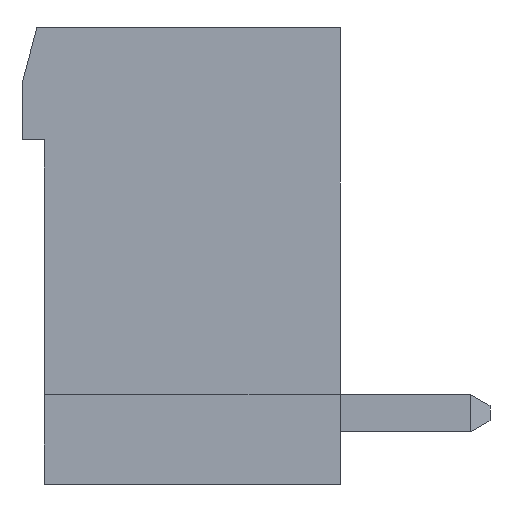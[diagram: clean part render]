
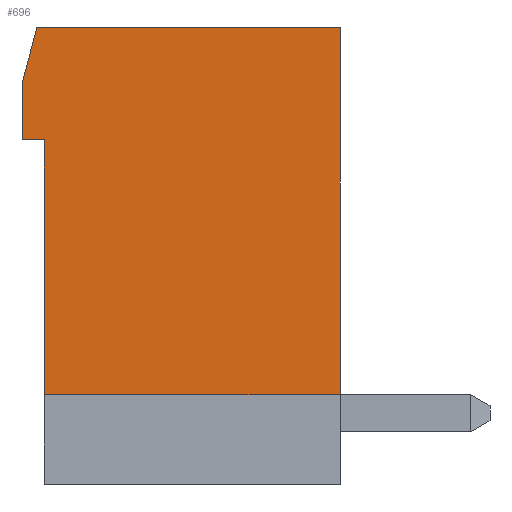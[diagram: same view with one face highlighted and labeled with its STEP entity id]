
A CAD part, front view. The second image highlights one B-rep face of the part: STEP entity #696.
In plain terms, the highlighted planar face has unit normal (0, -1, 0).
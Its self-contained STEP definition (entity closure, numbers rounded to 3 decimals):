
#696 = ADVANCED_FACE( '', ( #1863 ), #1864, .F. );
#1863 = FACE_OUTER_BOUND( '', #3535, .T. );
#1864 = PLANE( '', #3536 );
#3535 = EDGE_LOOP( '', ( #5597, #5598, #5599, #5600, #5601, #5602, #5603 ) );
#3536 = AXIS2_PLACEMENT_3D( '', #5604, #5605, #5606 );
#5597 = ORIENTED_EDGE( '', *, *, #9978, .T. );
#5598 = ORIENTED_EDGE( '', *, *, #10164, .T. );
#5599 = ORIENTED_EDGE( '', *, *, #10213, .T. );
#5600 = ORIENTED_EDGE( '', *, *, #10214, .T. );
#5601 = ORIENTED_EDGE( '', *, *, #10215, .T. );
#5602 = ORIENTED_EDGE( '', *, *, #10216, .T. );
#5603 = ORIENTED_EDGE( '', *, *, #10217, .T. );
#5604 = CARTESIAN_POINT( '', ( -8.6, -44.72, -3. ) );
#5605 = DIRECTION( '', ( 0., 1., 0. ) );
#5606 = DIRECTION( '', ( 1., 0., 0. ) );
#9978 = EDGE_CURVE( '', #11882, #11984, #11986, .T. );
#10164 = EDGE_CURVE( '', #11984, #12303, #12304, .T. );
#10213 = EDGE_CURVE( '', #12303, #12382, #12383, .T. );
#10214 = EDGE_CURVE( '', #12382, #12384, #12385, .T. );
#10215 = EDGE_CURVE( '', #12384, #12386, #12387, .T. );
#10216 = EDGE_CURVE( '', #12386, #12388, #12389, .T. );
#10217 = EDGE_CURVE( '', #12388, #11882, #12390, .T. );
#11882 = VERTEX_POINT( '', #14697 );
#11984 = VERTEX_POINT( '', #14851 );
#11986 = LINE( '', #14854, #14855 );
#12303 = VERTEX_POINT( '', #15311 );
#12304 = LINE( '', #15312, #15313 );
#12382 = VERTEX_POINT( '', #15428 );
#12383 = LINE( '', #15429, #15430 );
#12384 = VERTEX_POINT( '', #15431 );
#12385 = LINE( '', #15432, #15433 );
#12386 = VERTEX_POINT( '', #15434 );
#12387 = LINE( '', #15435, #15436 );
#12388 = VERTEX_POINT( '', #15437 );
#12389 = LINE( '', #15438, #15439 );
#12390 = LINE( '', #15440, #15441 );
#14697 = CARTESIAN_POINT( '', ( -7.9, -44.72, -3. ) );
#14851 = CARTESIAN_POINT( '', ( -7.9, -44.72, -9.8 ) );
#14854 = CARTESIAN_POINT( '', ( -7.9, -44.72, -9.8 ) );
#14855 = VECTOR( '', #18625, 1000. );
#15311 = CARTESIAN_POINT( '', ( 0., -44.72, -9.8 ) );
#15312 = CARTESIAN_POINT( '', ( 0., -44.72, -9.8 ) );
#15313 = VECTOR( '', #18792, 1000. );
#15428 = CARTESIAN_POINT( '', ( 0., -44.72, 0. ) );
#15429 = CARTESIAN_POINT( '', ( 0., -44.72, 0. ) );
#15430 = VECTOR( '', #18833, 1000. );
#15431 = CARTESIAN_POINT( '', ( -8.1, -44.72, 0. ) );
#15432 = CARTESIAN_POINT( '', ( -8.2, -44.72, 0. ) );
#15433 = VECTOR( '', #18834, 1000. );
#15434 = CARTESIAN_POINT( '', ( -8.5, -44.72, -1.493 ) );
#15435 = CARTESIAN_POINT( '', ( -8.5, -44.72, -1.493 ) );
#15436 = VECTOR( '', #18835, 1000. );
#15437 = CARTESIAN_POINT( '', ( -8.5, -44.72, -3. ) );
#15438 = CARTESIAN_POINT( '', ( -8.5, -44.72, -3. ) );
#15439 = VECTOR( '', #18836, 1000. );
#15440 = CARTESIAN_POINT( '', ( -8.1, -44.72, -3. ) );
#15441 = VECTOR( '', #18837, 1000. );
#18625 = DIRECTION( '', ( 0., 0., -1. ) );
#18792 = DIRECTION( '', ( 1., 0., 0. ) );
#18833 = DIRECTION( '', ( 0., 0., 1. ) );
#18834 = DIRECTION( '', ( -1., 0., 0. ) );
#18835 = DIRECTION( '', ( -0.259, 0., -0.966 ) );
#18836 = DIRECTION( '', ( 0., 0., -1. ) );
#18837 = DIRECTION( '', ( 1., 0., 0. ) );
